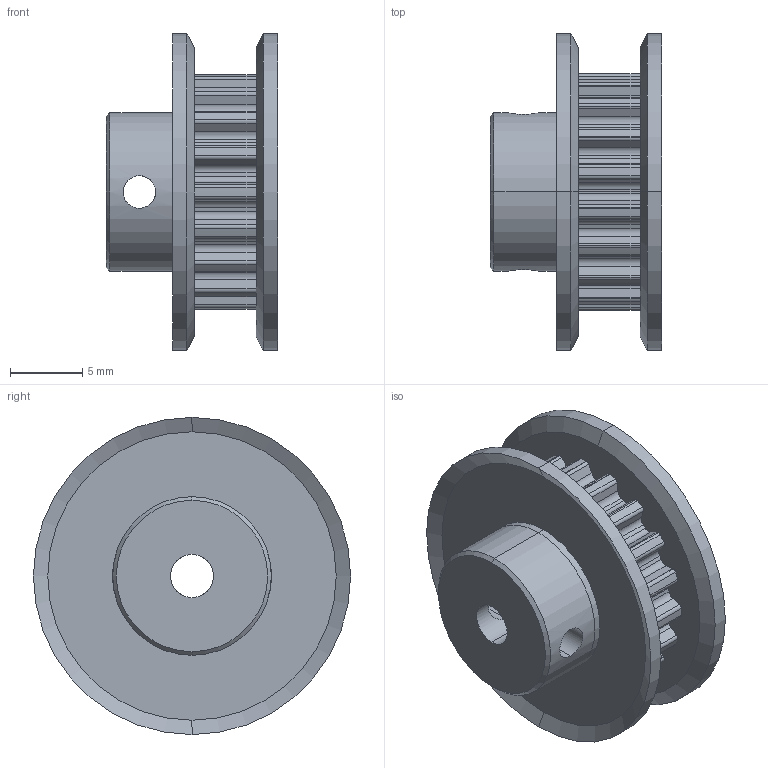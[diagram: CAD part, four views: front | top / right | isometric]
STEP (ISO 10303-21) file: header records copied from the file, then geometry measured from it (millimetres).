
FILE_DESCRIPTION (( 'STEP AP214' ), '1' );
FILE_NAME ('18t pulley.STEP', '2020-05-13T06:11:45', ( 'Kurtis' ), ( '' ), 'SwSTEP 2.0', 'SolidWorks 2015', '' );
FILE_SCHEMA (( 'AUTOMOTIVE_DESIGN' ));
Length unit declared in the file: inch
Products named in the file (1): 18t pulley
Bounding box: 11.9 x 22 x 22 mm (x, y, z)
Volume: 1959.3 mm3; surface area: 2453.7 mm2
Topology: 3 solids, 3 shells, 200 faces, 563 edges, 372 vertices
Faces by surface type: cylinder 145, plane 45, cone 10
Entity records: 6805 total; most frequent: CARTESIAN_POINT 1276, DIRECTION 1249, ORIENTED_EDGE 1126, EDGE_CURVE 563, AXIS2_PLACEMENT_3D 493, VERTEX_POINT 372, CIRCLE 292, LINE 263
